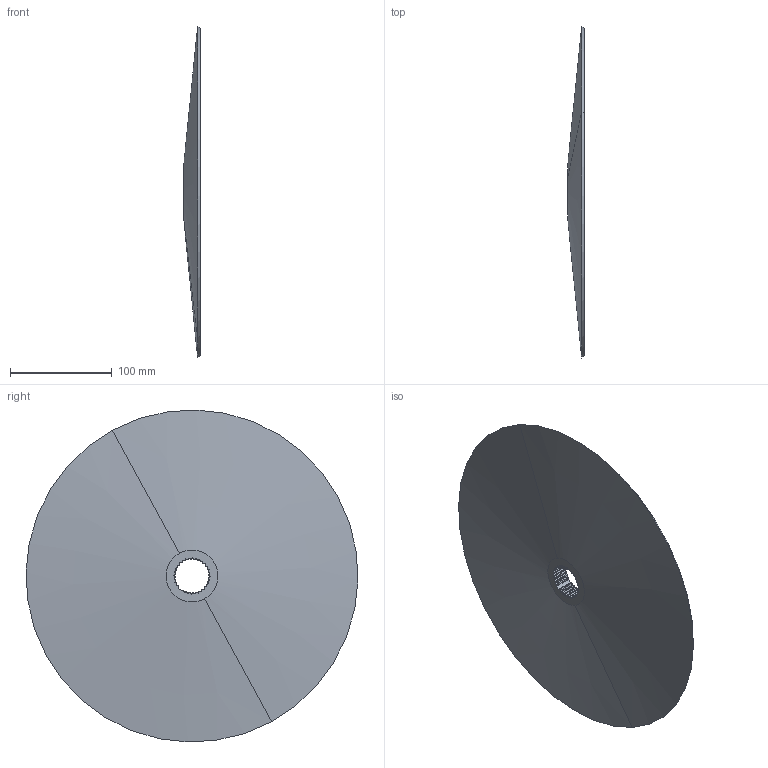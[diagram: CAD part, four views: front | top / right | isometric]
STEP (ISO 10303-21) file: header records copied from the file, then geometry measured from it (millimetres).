
FILE_DESCRIPTION(('CATIA V5 STEP Exchange'),'2;1');
FILE_NAME('CVT Pulley.stp','2018-03-08T00:30:36+00:00',('none'),('none'),'CATIA Version 5 Release 20 GA (IN-10)','CATIA V5 STEP AP203','none');
FILE_SCHEMA(('CONFIG_CONTROL_DESIGN'));
Length unit declared in the file: millimetre
Products named in the file (1): CVT Pulley
Bounding box: 16.51 x 326.36 x 326.36 mm (x, y, z)
Volume: 662953.8 mm3; surface area: 169341.7 mm2
Topology: 1 solids, 1 shells, 162 faces, 478 edges, 319 vertices
Faces by surface type: cylinder 156, cone 4, plane 2
Entity records: 5196 total; most frequent: ORIENTED_EDGE 956, CARTESIAN_POINT 932, DIRECTION 746, EDGE_CURVE 478, AXIS2_PLACEMENT_3D 453, CIRCLE 318, VERTEX_POINT 318, EDGE_LOOP 164
